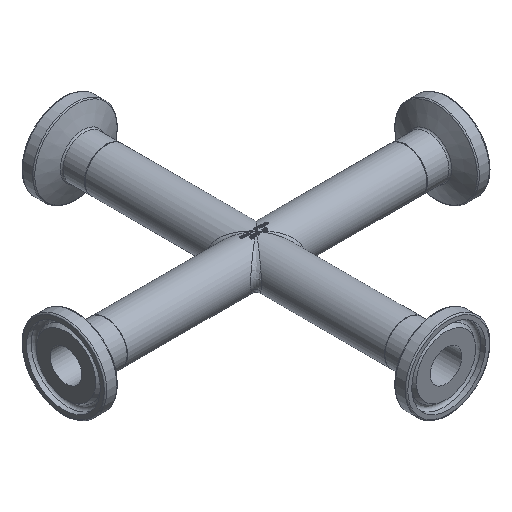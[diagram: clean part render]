
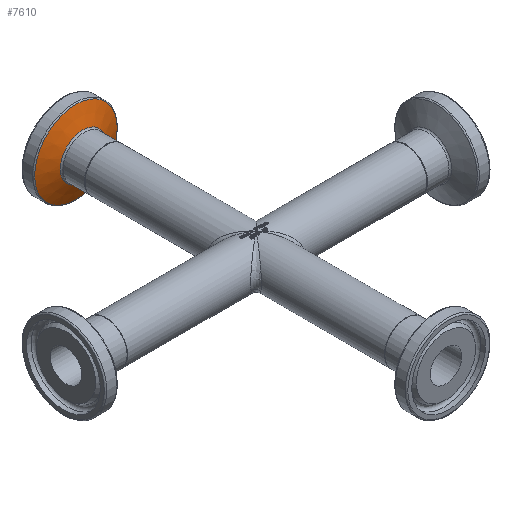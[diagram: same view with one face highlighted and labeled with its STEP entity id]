
A CAD part, isometric view. The second image highlights one B-rep face of the part: STEP entity #7610.
In plain terms, the highlighted conical face has half-angle 70 degrees and reference radius 9.423 mm.
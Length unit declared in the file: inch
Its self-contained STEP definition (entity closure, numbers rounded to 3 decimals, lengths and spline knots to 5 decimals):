
#13=CONICAL_SURFACE('',#8026,0.371,70.);
#70=FACE_BOUND('',#2185,.T.);
#405=CIRCLE('',#8025,0.48213);
#406=CIRCLE('',#8027,0.26316);
#1726=FACE_OUTER_BOUND('',#2184,.T.);
#2184=EDGE_LOOP('',(#6652));
#2185=EDGE_LOOP('',(#6653));
#3542=VERTEX_POINT('',#17137);
#3543=VERTEX_POINT('',#17140);
#4647=EDGE_CURVE('',#3542,#3542,#405,.T.);
#4648=EDGE_CURVE('',#3543,#3543,#406,.T.);
#6652=ORIENTED_EDGE('',*,*,#4648,.F.);
#6653=ORIENTED_EDGE('',*,*,#4647,.F.);
#7610=ADVANCED_FACE('',(#1726,#70),#13,.T.);
#8025=AXIS2_PLACEMENT_3D('',#17138,#9261,#9262);
#8026=AXIS2_PLACEMENT_3D('',#17139,#9263,#9264);
#8027=AXIS2_PLACEMENT_3D('',#17141,#9265,#9266);
#9261=DIRECTION('center_axis',(0.,1.,0.));
#9262=DIRECTION('ref_axis',(-1.,0.,0.));
#9263=DIRECTION('center_axis',(0.,1.,0.));
#9264=DIRECTION('ref_axis',(1.,0.,0.));
#9265=DIRECTION('center_axis',(0.,-1.,0.));
#9266=DIRECTION('ref_axis',(-1.,0.,0.));
#17137=CARTESIAN_POINT('',(0.48213,2.10341,0.));
#17138=CARTESIAN_POINT('Origin',(0.,2.10341,
0.));
#17139=CARTESIAN_POINT('Origin',(0.,2.06296,
0.));
#17140=CARTESIAN_POINT('',(0.26316,2.02371,0.));
#17141=CARTESIAN_POINT('Origin',(0.,2.02371,
0.));
